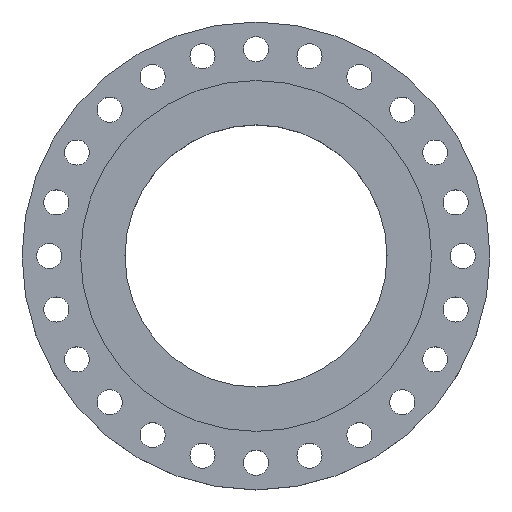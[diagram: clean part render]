
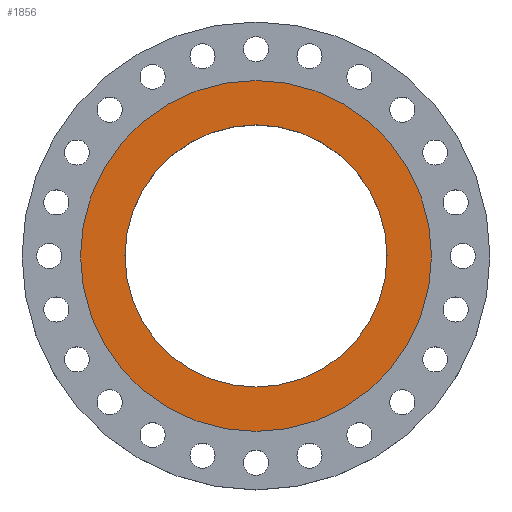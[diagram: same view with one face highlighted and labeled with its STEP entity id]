
A CAD part, top view. The second image highlights one B-rep face of the part: STEP entity #1856.
In plain terms, the highlighted planar face has unit normal (0, 0, 1).
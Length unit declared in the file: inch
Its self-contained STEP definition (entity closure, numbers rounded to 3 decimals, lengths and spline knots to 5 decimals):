
#71 = CARTESIAN_POINT ( 'NONE',  ( 10.5, 0., 0. ) ) ;
#88 = DIRECTION ( 'NONE',  ( -1., 0., 0. ) ) ;
#98 = CARTESIAN_POINT ( 'NONE',  ( 0., 0., 0. ) ) ;
#165 = CARTESIAN_POINT ( 'NONE',  ( -7.84375, 0., 0. ) ) ;
#205 = VERTEX_POINT ( 'NONE', #71 ) ;
#294 = DIRECTION ( 'NONE',  ( 1., 0., 0. ) ) ;
#303 = CIRCLE ( 'NONE', #1955, 10.5 ) ;
#314 = DIRECTION ( 'NONE',  ( 1., 0., 0. ) ) ;
#341 = DIRECTION ( 'NONE',  ( 0., 0., 1. ) ) ;
#402 = ORIENTED_EDGE ( 'NONE', *, *, #2190, .F. ) ;
#441 = DIRECTION ( 'NONE',  ( 0., 0., 1. ) ) ;
#461 = VERTEX_POINT ( 'NONE', #165 ) ;
#486 = CIRCLE ( 'NONE', #2138, 7.84375 ) ;
#614 = PLANE ( 'NONE',  #1207 ) ;
#660 = DIRECTION ( 'NONE',  ( 1., 0., 0. ) ) ;
#676 = CARTESIAN_POINT ( 'NONE',  ( 0., 0., 0. ) ) ;
#794 = FACE_OUTER_BOUND ( 'NONE', #1020, .T. ) ;
#831 = CARTESIAN_POINT ( 'NONE',  ( 0., 0., 0. ) ) ;
#877 = AXIS2_PLACEMENT_3D ( 'NONE', #98, #441, #967 ) ;
#909 = AXIS2_PLACEMENT_3D ( 'NONE', #831, #2313, #660 ) ;
#943 = CIRCLE ( 'NONE', #877, 7.84375 ) ;
#945 = EDGE_CURVE ( 'NONE', #461, #2033, #486, .T. ) ;
#967 = DIRECTION ( 'NONE',  ( 1., 0., 0. ) ) ;
#1020 = EDGE_LOOP ( 'NONE', ( #2179, #1798 ) ) ;
#1087 = CIRCLE ( 'NONE', #909, 10.5 ) ;
#1207 = AXIS2_PLACEMENT_3D ( 'NONE', #2092, #2081, #88 ) ;
#1331 = EDGE_LOOP ( 'NONE', ( #402, #2284 ) ) ;
#1432 = CARTESIAN_POINT ( 'NONE',  ( -10.5, 0., 0. ) ) ;
#1545 = DIRECTION ( 'NONE',  ( 0., 0., 1. ) ) ;
#1633 = EDGE_CURVE ( 'NONE', #2360, #205, #1087, .T. ) ;
#1649 = CARTESIAN_POINT ( 'NONE',  ( 7.84375, 0., 0. ) ) ;
#1798 = ORIENTED_EDGE ( 'NONE', *, *, #1633, .T. ) ;
#1856 = ADVANCED_FACE ( 'NONE', ( #2250, #794 ), #614, .F. ) ;
#1929 = CARTESIAN_POINT ( 'NONE',  ( 0., 0., 0. ) ) ;
#1955 = AXIS2_PLACEMENT_3D ( 'NONE', #676, #341, #314 ) ;
#1976 = EDGE_CURVE ( 'NONE', #205, #2360, #303, .T. ) ;
#2033 = VERTEX_POINT ( 'NONE', #1649 ) ;
#2081 = DIRECTION ( 'NONE',  ( 0., 0., -1. ) ) ;
#2092 = CARTESIAN_POINT ( 'NONE',  ( 0., 7.84375, 0. ) ) ;
#2138 = AXIS2_PLACEMENT_3D ( 'NONE', #1929, #1545, #294 ) ;
#2179 = ORIENTED_EDGE ( 'NONE', *, *, #1976, .T. ) ;
#2190 = EDGE_CURVE ( 'NONE', #2033, #461, #943, .T. ) ;
#2250 = FACE_BOUND ( 'NONE', #1331, .T. ) ;
#2284 = ORIENTED_EDGE ( 'NONE', *, *, #945, .F. ) ;
#2313 = DIRECTION ( 'NONE',  ( 0., 0., 1. ) ) ;
#2360 = VERTEX_POINT ( 'NONE', #1432 ) ;
